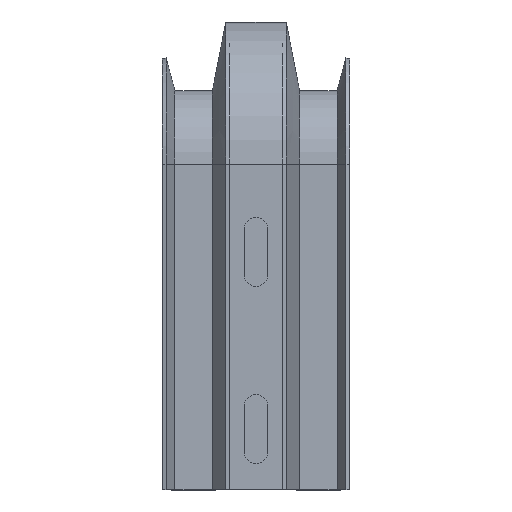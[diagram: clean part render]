
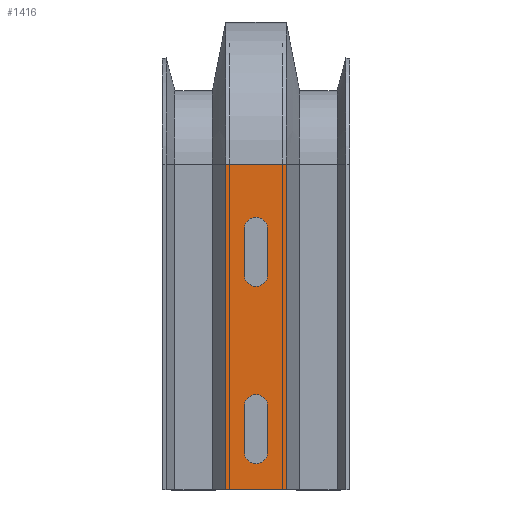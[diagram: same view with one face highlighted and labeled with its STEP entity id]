
A CAD part, top view. The second image highlights one B-rep face of the part: STEP entity #1416.
In plain terms, the highlighted planar face has unit normal (0, 0, 1).
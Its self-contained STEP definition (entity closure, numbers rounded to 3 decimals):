
#86=FACE_OUTER_BOUND('',#164,.T.);
#164=EDGE_LOOP('',(#1093,#1094,#1095,#1096));
#278=LINE('',#2325,#430);
#279=LINE('',#2328,#431);
#280=LINE('',#2330,#432);
#281=LINE('',#2331,#433);
#430=VECTOR('',#1845,1.);
#431=VECTOR('',#1848,1.);
#432=VECTOR('',#1849,1.);
#433=VECTOR('',#1850,1.);
#671=VERTEX_POINT('',#2321);
#672=VERTEX_POINT('',#2323);
#673=VERTEX_POINT('',#2327);
#674=VERTEX_POINT('',#2329);
#858=EDGE_CURVE('',#671,#672,#278,.T.);
#859=EDGE_CURVE('',#673,#671,#279,.T.);
#860=EDGE_CURVE('',#674,#672,#280,.T.);
#861=EDGE_CURVE('',#673,#674,#281,.T.);
#1093=ORIENTED_EDGE('',*,*,#859,.T.);
#1094=ORIENTED_EDGE('',*,*,#858,.T.);
#1095=ORIENTED_EDGE('',*,*,#860,.F.);
#1096=ORIENTED_EDGE('',*,*,#861,.F.);
#1354=PLANE('',#1579);
#1416=ADVANCED_FACE('',(#86),#1354,.T.);
#1579=AXIS2_PLACEMENT_3D('',#2326,#1846,#1847);
#1845=DIRECTION('',(0.,-1.,0.));
#1846=DIRECTION('center_axis',(0.,0.,
1.));
#1847=DIRECTION('ref_axis',(-1.,0.,0.));
#1848=DIRECTION('',(-1.,0.,0.));
#1849=DIRECTION('',(-1.,0.,0.));
#1850=DIRECTION('',(0.,-1.,0.));
#2321=CARTESIAN_POINT('',(102.435,57.745,678.5));
#2323=CARTESIAN_POINT('',(102.435,-60.255,678.5));
#2325=CARTESIAN_POINT('',(102.435,57.745,678.5));
#2326=CARTESIAN_POINT('Origin',(124.381,57.745,678.5));
#2327=CARTESIAN_POINT('',(124.381,57.745,678.5));
#2328=CARTESIAN_POINT('',(102.435,57.745,678.5));
#2329=CARTESIAN_POINT('',(124.381,-60.255,678.5));
#2330=CARTESIAN_POINT('',(102.435,-60.255,678.5));
#2331=CARTESIAN_POINT('',(124.381,57.745,678.5));
